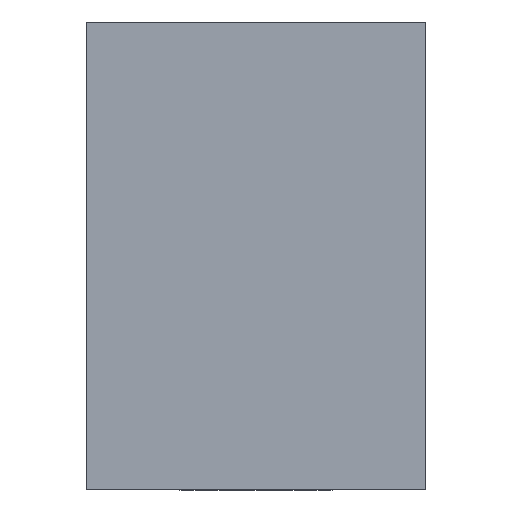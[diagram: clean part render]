
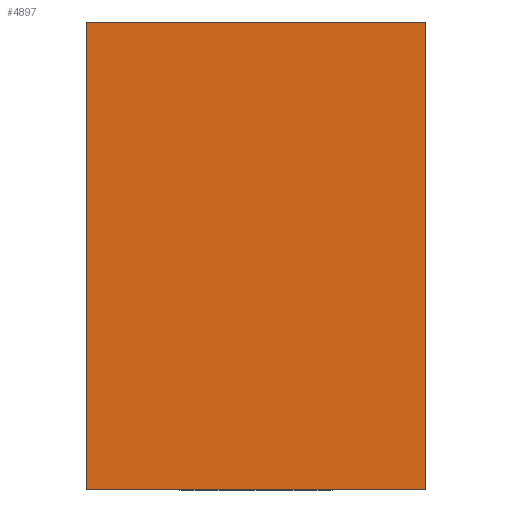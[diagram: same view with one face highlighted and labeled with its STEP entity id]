
A CAD part, front view. The second image highlights one B-rep face of the part: STEP entity #4897.
In plain terms, the highlighted planar face has unit normal (0, -1, 0).
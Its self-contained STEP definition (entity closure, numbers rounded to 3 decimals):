
#475=LINE('',#6548,#895);
#807=LINE('',#8521,#1227);
#810=LINE('',#8565,#1230);
#814=LINE('',#8594,#1234);
#895=VECTOR('',#5365,58.);
#1227=VECTOR('',#5897,80.);
#1230=VECTOR('',#5948,58.);
#1234=VECTOR('',#5982,80.);
#1483=PLANE('',#5134);
#1741=FACE_OUTER_BOUND('',#2081,.T.);
#2081=EDGE_LOOP('',(#4579,#4580,#4581,#4582));
#2286=VERTEX_POINT('',#6542);
#2288=VERTEX_POINT('',#6546);
#2613=VERTEX_POINT('',#8520);
#2630=VERTEX_POINT('',#8564);
#2785=EDGE_CURVE('',#2286,#2288,#475,.T.);
#3271=EDGE_CURVE('',#2286,#2613,#807,.T.);
#3289=EDGE_CURVE('',#2613,#2630,#810,.T.);
#3302=EDGE_CURVE('',#2288,#2630,#814,.T.);
#4579=ORIENTED_EDGE('',*,*,#2785,.T.);
#4580=ORIENTED_EDGE('',*,*,#3302,.T.);
#4581=ORIENTED_EDGE('',*,*,#3289,.F.);
#4582=ORIENTED_EDGE('',*,*,#3271,.F.);
#4897=ADVANCED_FACE('',(#1741),#1483,.T.);
#5134=AXIS2_PLACEMENT_3D('',#8614,#6003,#6004);
#5365=DIRECTION('',(1.,0.,0.));
#5897=DIRECTION('',(0.,0.,1.));
#5948=DIRECTION('',(1.,0.,0.));
#5982=DIRECTION('',(0.,0.,1.));
#6003=DIRECTION('center_axis',(0.,-1.,0.));
#6004=DIRECTION('ref_axis',(0.,0.,1.));
#6542=CARTESIAN_POINT('',(241.,0.,45.));
#6546=CARTESIAN_POINT('',(299.,0.,45.));
#6548=CARTESIAN_POINT('',(241.,0.,45.));
#8520=CARTESIAN_POINT('',(241.,0.,125.));
#8521=CARTESIAN_POINT('',(241.,0.,45.));
#8564=CARTESIAN_POINT('',(299.,0.,125.));
#8565=CARTESIAN_POINT('',(241.,0.,125.));
#8594=CARTESIAN_POINT('',(299.,0.,45.));
#8614=CARTESIAN_POINT('Origin',(241.,0.,45.));
